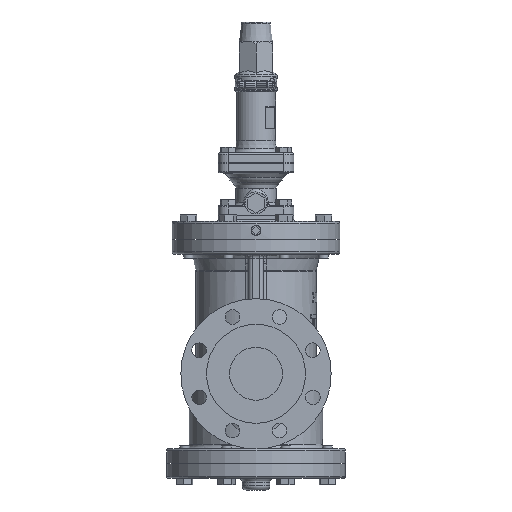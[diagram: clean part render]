
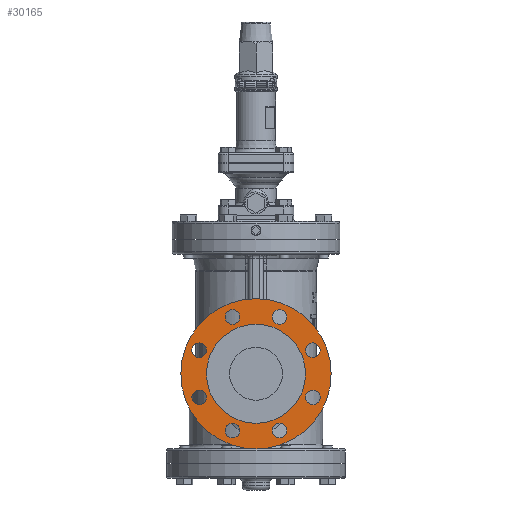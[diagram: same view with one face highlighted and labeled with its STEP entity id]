
A CAD part, left-side view. The second image highlights one B-rep face of the part: STEP entity #30165.
In plain terms, the highlighted free-form (B-spline) face has degree [1, 1] with [2, 2] control points.
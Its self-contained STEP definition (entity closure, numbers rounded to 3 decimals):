
#29738=CARTESIAN_POINT('',(-142.0,0.,-92.5));
#29739=VERTEX_POINT('',#29738);
#29740=CARTESIAN_POINT('',(-142.0,0.0,0.0));
#29741=DIRECTION('',(1.0,0.0,0.0));
#29742=DIRECTION('',(0.0,-1.0,0.0));
#29743=AXIS2_PLACEMENT_3D('',#29740,#29741,#29742);
#29744=CIRCLE('',#29743,92.5);
#29745=EDGE_CURVE('',#29739,#29739,#29744,.T.);
#29782=CARTESIAN_POINT('',(-142.0,-63.547,22.594));
#29783=VERTEX_POINT('',#29782);
#29784=CARTESIAN_POINT('',(-142.0,-69.911,28.958));
#29785=DIRECTION('',(1.0,0.0,0.0));
#29786=DIRECTION('',(0.0,-0.707,0.707));
#29787=AXIS2_PLACEMENT_3D('',#29784,#29785,#29786);
#29788=CIRCLE('',#29787,9.0);
#29789=EDGE_CURVE('',#29783,#29783,#29788,.T.);
#29823=CARTESIAN_POINT('',(-142.0,-60.911,-28.958));
#29824=VERTEX_POINT('',#29823);
#29825=CARTESIAN_POINT('',(-142.0,-69.911,-28.958));
#29826=DIRECTION('',(1.0,0.0,0.0));
#29827=DIRECTION('',(0.0,-1.0,0.0));
#29828=AXIS2_PLACEMENT_3D('',#29825,#29826,#29827);
#29829=CIRCLE('',#29828,9.0);
#29830=EDGE_CURVE('',#29824,#29824,#29829,.T.);
#29864=CARTESIAN_POINT('',(-142.0,-22.594,-63.547));
#29865=VERTEX_POINT('',#29864);
#29866=CARTESIAN_POINT('',(-142.0,-28.958,-69.911));
#29867=DIRECTION('',(1.0,0.0,0.0));
#29868=DIRECTION('',(0.0,-0.707,-0.707));
#29869=AXIS2_PLACEMENT_3D('',#29866,#29867,#29868);
#29870=CIRCLE('',#29869,9.0);
#29871=EDGE_CURVE('',#29865,#29865,#29870,.T.);
#29905=CARTESIAN_POINT('',(-142.0,28.958,-60.911));
#29906=VERTEX_POINT('',#29905);
#29907=CARTESIAN_POINT('',(-142.0,28.958,-69.911));
#29908=DIRECTION('',(1.0,0.0,0.0));
#29909=DIRECTION('',(0.0,0.0,-1.0));
#29910=AXIS2_PLACEMENT_3D('',#29907,#29908,#29909);
#29911=CIRCLE('',#29910,9.0);
#29912=EDGE_CURVE('',#29906,#29906,#29911,.T.);
#29946=CARTESIAN_POINT('',(-142.0,63.547,-22.594));
#29947=VERTEX_POINT('',#29946);
#29948=CARTESIAN_POINT('',(-142.0,69.911,-28.958));
#29949=DIRECTION('',(1.0,0.0,0.0));
#29950=DIRECTION('',(0.0,0.707,-0.707));
#29951=AXIS2_PLACEMENT_3D('',#29948,#29949,#29950);
#29952=CIRCLE('',#29951,9.0);
#29953=EDGE_CURVE('',#29947,#29947,#29952,.T.);
#29987=CARTESIAN_POINT('',(-142.0,60.911,28.958));
#29988=VERTEX_POINT('',#29987);
#29989=CARTESIAN_POINT('',(-142.0,69.911,28.958));
#29990=DIRECTION('',(1.0,0.0,0.0));
#29991=DIRECTION('',(0.0,1.0,0.0));
#29992=AXIS2_PLACEMENT_3D('',#29989,#29990,#29991);
#29993=CIRCLE('',#29992,9.0);
#29994=EDGE_CURVE('',#29988,#29988,#29993,.T.);
#30028=CARTESIAN_POINT('',(-142.0,22.594,63.547));
#30029=VERTEX_POINT('',#30028);
#30030=CARTESIAN_POINT('',(-142.0,28.958,69.911));
#30031=DIRECTION('',(1.0,0.0,0.0));
#30032=DIRECTION('',(0.0,0.707,0.707));
#30033=AXIS2_PLACEMENT_3D('',#30030,#30031,#30032);
#30034=CIRCLE('',#30033,9.0);
#30035=EDGE_CURVE('',#30029,#30029,#30034,.T.);
#30069=CARTESIAN_POINT('',(-142.0,-28.958,60.911));
#30070=VERTEX_POINT('',#30069);
#30071=CARTESIAN_POINT('',(-142.0,-28.958,69.911));
#30072=DIRECTION('',(1.0,0.0,0.0));
#30073=DIRECTION('',(0.0,0.0,1.0));
#30074=AXIS2_PLACEMENT_3D('',#30071,#30072,#30073);
#30075=CIRCLE('',#30074,9.0);
#30076=EDGE_CURVE('',#30070,#30070,#30075,.T.);
#30107=CARTESIAN_POINT('',(-142.0,0.,-61.));
#30108=VERTEX_POINT('',#30107);
#30109=CARTESIAN_POINT('',(-142.0,0.0,0.0));
#30110=DIRECTION('',(1.0,0.0,0.0));
#30111=DIRECTION('',(0.0,0.0,1.0));
#30112=AXIS2_PLACEMENT_3D('',#30109,#30110,#30111);
#30113=CIRCLE('',#30112,61.);
#30114=EDGE_CURVE('',#30108,#30108,#30113,.T.);
#30130=CARTESIAN_POINT('',(-142.0,92.5,-92.5));
#30131=CARTESIAN_POINT('',(-142.0,92.5,92.5));
#30132=CARTESIAN_POINT('',(-142.0,-92.5,-92.5));
#30133=CARTESIAN_POINT('',(-142.0,-92.5,92.5));
#30134=B_SPLINE_SURFACE_WITH_KNOTS('',1,1,((#30130,#30132),(#30131,#30133)),.UNSPECIFIED.,.F.,.F.,.U.,(2,2),(2,2),(0.0,185.0),(0.0,185.0),.UNSPECIFIED.);
#30135=ORIENTED_EDGE('',*,*,#29745,.F.);
#30136=EDGE_LOOP('',(#30135));
#30137=FACE_OUTER_BOUND('',#30136,.T.);
#30138=ORIENTED_EDGE('',*,*,#29789,.T.);
#30139=EDGE_LOOP('',(#30138));
#30140=FACE_BOUND('',#30139,.T.);
#30141=ORIENTED_EDGE('',*,*,#29830,.T.);
#30142=EDGE_LOOP('',(#30141));
#30143=FACE_BOUND('',#30142,.T.);
#30144=ORIENTED_EDGE('',*,*,#29871,.T.);
#30145=EDGE_LOOP('',(#30144));
#30146=FACE_BOUND('',#30145,.T.);
#30147=ORIENTED_EDGE('',*,*,#29912,.T.);
#30148=EDGE_LOOP('',(#30147));
#30149=FACE_BOUND('',#30148,.T.);
#30150=ORIENTED_EDGE('',*,*,#29953,.T.);
#30151=EDGE_LOOP('',(#30150));
#30152=FACE_BOUND('',#30151,.T.);
#30153=ORIENTED_EDGE('',*,*,#29994,.T.);
#30154=EDGE_LOOP('',(#30153));
#30155=FACE_BOUND('',#30154,.T.);
#30156=ORIENTED_EDGE('',*,*,#30035,.T.);
#30157=EDGE_LOOP('',(#30156));
#30158=FACE_BOUND('',#30157,.T.);
#30159=ORIENTED_EDGE('',*,*,#30076,.T.);
#30160=EDGE_LOOP('',(#30159));
#30161=FACE_BOUND('',#30160,.T.);
#30162=ORIENTED_EDGE('',*,*,#30114,.T.);
#30163=EDGE_LOOP('',(#30162));
#30164=FACE_BOUND('',#30163,.T.);
#30165=ADVANCED_FACE('',(#30137,#30140,#30143,#30146,#30149,#30152,#30155,#30158,#30161,#30164),#30134,.F.);
